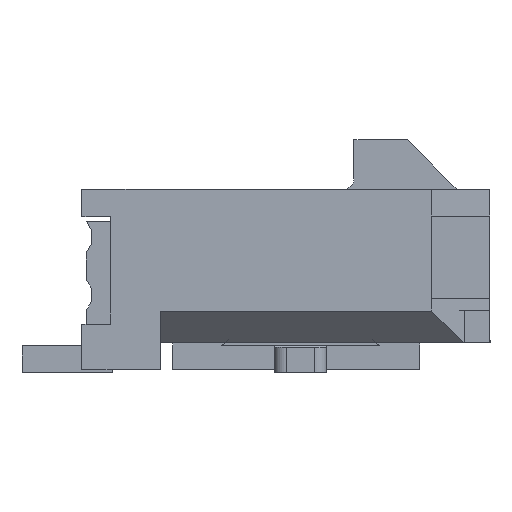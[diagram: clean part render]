
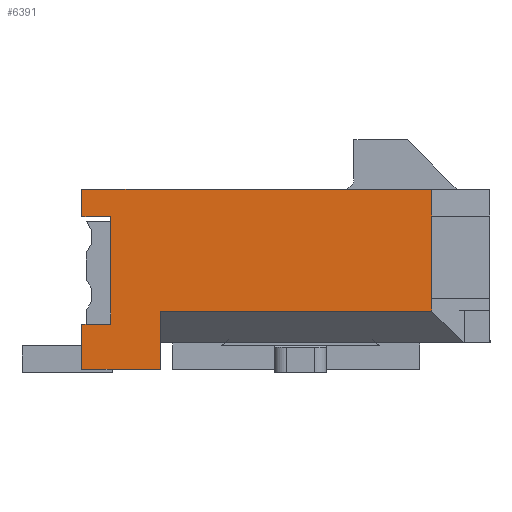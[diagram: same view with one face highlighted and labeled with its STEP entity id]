
A CAD part, left-side view. The second image highlights one B-rep face of the part: STEP entity #6391.
In plain terms, the highlighted planar face has unit normal (-1, 0, 0).
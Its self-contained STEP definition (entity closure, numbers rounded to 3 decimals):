
#784=ORIENTED_EDGE('',*,*,#2512,.T.);
#785=ORIENTED_EDGE('',*,*,#2513,.T.);
#786=ORIENTED_EDGE('',*,*,#2505,.T.);
#787=ORIENTED_EDGE('',*,*,#2514,.T.);
#788=ORIENTED_EDGE('',*,*,#2515,.F.);
#789=ORIENTED_EDGE('',*,*,#2516,.T.);
#790=ORIENTED_EDGE('',*,*,#2517,.F.);
#791=ORIENTED_EDGE('',*,*,#2518,.F.);
#792=ORIENTED_EDGE('',*,*,#2519,.F.);
#793=ORIENTED_EDGE('',*,*,#2056,.T.);
#794=ORIENTED_EDGE('',*,*,#2511,.T.);
#795=ORIENTED_EDGE('',*,*,#2520,.T.);
#2056=EDGE_CURVE('',#2979,#2978,#3580,.T.);
#2505=EDGE_CURVE('',#3327,#3328,#4029,.T.);
#2511=EDGE_CURVE('',#2978,#3332,#4035,.T.);
#2512=EDGE_CURVE('',#3333,#3334,#4036,.T.);
#2513=EDGE_CURVE('',#3334,#3327,#4037,.T.);
#2514=EDGE_CURVE('',#3328,#3335,#4038,.T.);
#2515=EDGE_CURVE('',#3336,#3335,#4039,.T.);
#2516=EDGE_CURVE('',#3336,#3337,#4040,.T.);
#2517=EDGE_CURVE('',#3338,#3337,#4041,.T.);
#2518=EDGE_CURVE('',#3339,#3338,#4042,.T.);
#2519=EDGE_CURVE('',#2979,#3339,#4043,.T.);
#2520=EDGE_CURVE('',#3332,#3333,#4044,.T.);
#2978=VERTEX_POINT('',#8874);
#2979=VERTEX_POINT('',#8876);
#3327=VERTEX_POINT('',#9753);
#3328=VERTEX_POINT('',#9754);
#3332=VERTEX_POINT('',#9764);
#3333=VERTEX_POINT('',#9768);
#3334=VERTEX_POINT('',#9769);
#3335=VERTEX_POINT('',#9772);
#3336=VERTEX_POINT('',#9774);
#3337=VERTEX_POINT('',#9776);
#3338=VERTEX_POINT('',#9778);
#3339=VERTEX_POINT('',#9780);
#3580=LINE('',#8875,#4488);
#4029=LINE('',#9752,#4937);
#4035=LINE('',#9765,#4943);
#4036=LINE('',#9767,#4944);
#4037=LINE('',#9770,#4945);
#4038=LINE('',#9771,#4946);
#4039=LINE('',#9773,#4947);
#4040=LINE('',#9775,#4948);
#4041=LINE('',#9777,#4949);
#4042=LINE('',#9779,#4950);
#4043=LINE('',#9781,#4951);
#4044=LINE('',#9782,#4952);
#4488=VECTOR('',#7161,1000.);
#4937=VECTOR('',#7770,1000.);
#4943=VECTOR('',#7778,1000.);
#4944=VECTOR('',#7781,1000.);
#4945=VECTOR('',#7782,1000.);
#4946=VECTOR('',#7783,1000.);
#4947=VECTOR('',#7784,1000.);
#4948=VECTOR('',#7785,1000.);
#4949=VECTOR('',#7786,1000.);
#4950=VECTOR('',#7787,1000.);
#4951=VECTOR('',#7788,1000.);
#4952=VECTOR('',#7789,1000.);
#5396=EDGE_LOOP('',(#784,#785,#786,#787,#788,#789,#790,#791,#792,#793,#794,
#795));
#5744=FACE_BOUND('',#5396,.T.);
#6073=PLANE('',#6755);
#6391=ADVANCED_FACE('',(#5744),#6073,.T.);
#6755=AXIS2_PLACEMENT_3D('',#9766,#7779,#7780);
#7161=DIRECTION('',(0.,1.,0.));
#7770=DIRECTION('',(0.,0.,-1.));
#7778=DIRECTION('',(0.,0.,-1.));
#7779=DIRECTION('',(-1.,0.,0.));
#7780=DIRECTION('',(0.,0.,1.));
#7781=DIRECTION('',(0.,0.,-1.));
#7782=DIRECTION('',(0.,1.,0.));
#7783=DIRECTION('',(0.,-1.,0.));
#7784=DIRECTION('',(0.,0.,-1.));
#7785=DIRECTION('',(0.,-1.,0.));
#7786=DIRECTION('',(0.,0.,-1.));
#7787=DIRECTION('',(0.,0.,-1.));
#7788=DIRECTION('',(0.,0.,-1.));
#7789=DIRECTION('',(0.,-1.,0.));
#8874=CARTESIAN_POINT('',(-13.825,4.95,2.185));
#8875=CARTESIAN_POINT('',(-13.825,-4.95,2.185));
#8876=CARTESIAN_POINT('',(-13.825,-3.536,2.185));
#9752=CARTESIAN_POINT('',(-13.825,4.95,2.185));
#9753=CARTESIAN_POINT('',(-13.825,4.95,-1.085));
#9754=CARTESIAN_POINT('',(-13.825,4.95,-2.185));
#9764=CARTESIAN_POINT('',(-13.825,4.95,1.515));
#9765=CARTESIAN_POINT('',(-13.825,4.95,2.185));
#9766=CARTESIAN_POINT('',(-13.825,0.,0.));
#9767=CARTESIAN_POINT('',(-13.825,4.25,0.));
#9768=CARTESIAN_POINT('',(-13.825,4.25,1.515));
#9769=CARTESIAN_POINT('',(-13.825,4.25,-1.085));
#9770=CARTESIAN_POINT('',(-13.825,0.,-1.085));
#9771=CARTESIAN_POINT('',(-13.825,4.95,-2.185));
#9772=CARTESIAN_POINT('',(-13.825,3.05,-2.185));
#9773=CARTESIAN_POINT('',(-13.825,3.05,-2.185));
#9774=CARTESIAN_POINT('',(-13.825,3.05,-0.771));
#9775=CARTESIAN_POINT('',(-13.825,3.05,-0.771));
#9776=CARTESIAN_POINT('',(-13.825,-3.536,-0.771));
#9777=CARTESIAN_POINT('',(-13.825,-3.536,0.));
#9778=CARTESIAN_POINT('',(-13.825,-3.536,-0.465));
#9779=CARTESIAN_POINT('',(-13.825,-3.536,1.535));
#9780=CARTESIAN_POINT('',(-13.825,-3.536,1.535));
#9781=CARTESIAN_POINT('',(-13.825,-3.536,0.));
#9782=CARTESIAN_POINT('',(-13.825,0.,1.515));
